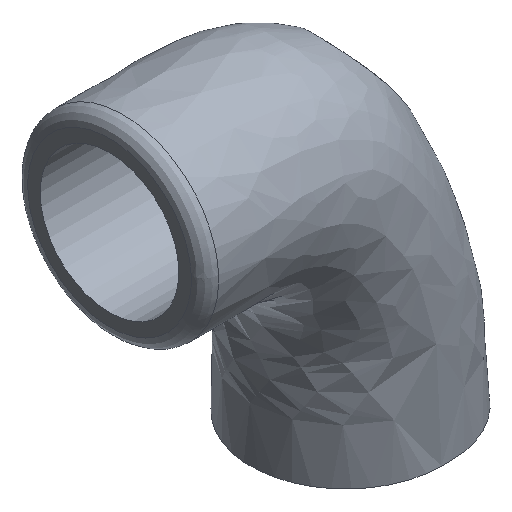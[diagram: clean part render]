
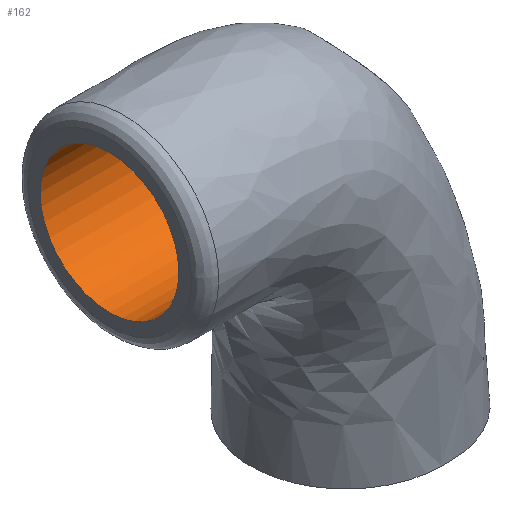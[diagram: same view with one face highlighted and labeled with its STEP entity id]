
A CAD part, isometric view. The second image highlights one B-rep face of the part: STEP entity #162.
In plain terms, the highlighted cylindrical face has radius 15.25 mm (diameter 30.5 mm), a full revolution.
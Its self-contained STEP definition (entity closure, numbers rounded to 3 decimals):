
#162 = ADVANCED_FACE( '', ( #437, #438 ), #439, .F. );
#437 = FACE_OUTER_BOUND( '', #1062, .T. );
#438 = FACE_OUTER_BOUND( '', #1063, .T. );
#439 = CYLINDRICAL_SURFACE( '', #1064, 15.25 );
#1062 = EDGE_LOOP( '', ( #6211 ) );
#1063 = EDGE_LOOP( '', ( #6212 ) );
#1064 = AXIS2_PLACEMENT_3D( '', #6213, #6214, #6215 );
#6211 = ORIENTED_EDGE( '', *, *, #7202, .F. );
#6212 = ORIENTED_EDGE( '', *, *, #7203, .F. );
#6213 = CARTESIAN_POINT( '', ( -54., 0., 60. ) );
#6214 = DIRECTION( '', ( -1., 0., 0. ) );
#6215 = DIRECTION( '', ( 0., -1., 0. ) );
#7202 = EDGE_CURVE( '', #7616, #7616, #7617, .T. );
#7203 = EDGE_CURVE( '', #7618, #7618, #7619, .T. );
#7616 = VERTEX_POINT( '', #8284 );
#7617 = CIRCLE( '', #8285, 15.25 );
#7618 = VERTEX_POINT( '', #8286 );
#7619 = CIRCLE( '', #8287, 15.25 );
#8284 = CARTESIAN_POINT( '', ( -32., -15.25, 60. ) );
#8285 = AXIS2_PLACEMENT_3D( '', #10890, #10891, #10892 );
#8286 = CARTESIAN_POINT( '', ( -54., -15.25, 60. ) );
#8287 = AXIS2_PLACEMENT_3D( '', #10893, #10894, #10895 );
#10890 = CARTESIAN_POINT( '', ( -32., 0., 60. ) );
#10891 = DIRECTION( '', ( -1., 0., 0. ) );
#10892 = DIRECTION( '', ( 0., -1., 0. ) );
#10893 = CARTESIAN_POINT( '', ( -54., 0., 60. ) );
#10894 = DIRECTION( '', ( 1., 0., 0. ) );
#10895 = DIRECTION( '', ( 0., -1., 0. ) );
